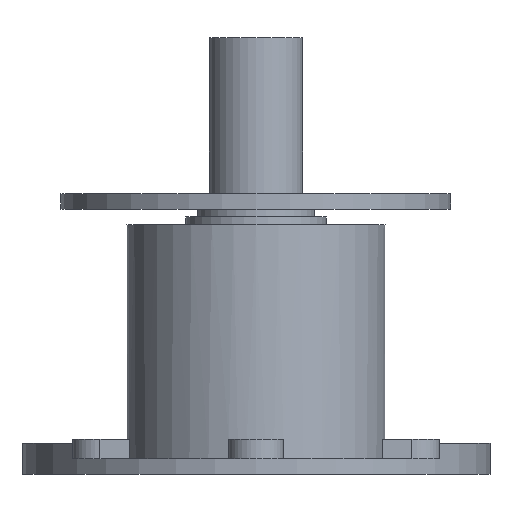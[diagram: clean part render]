
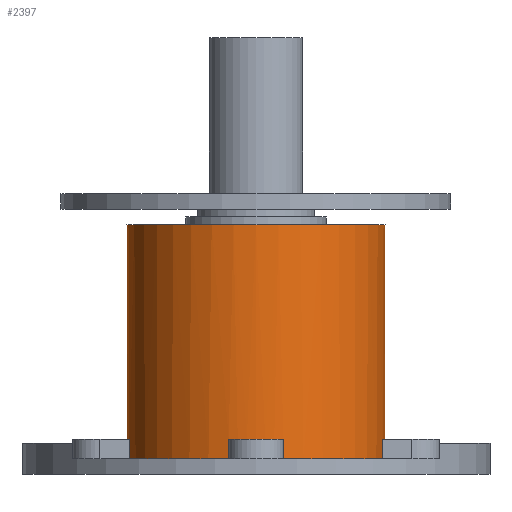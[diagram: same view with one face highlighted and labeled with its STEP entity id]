
A CAD part, left-side view. The second image highlights one B-rep face of the part: STEP entity #2397.
In plain terms, the highlighted cylindrical face has radius 33.2 mm (diameter 66.4 mm), a full revolution.
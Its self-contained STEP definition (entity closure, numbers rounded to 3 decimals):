
#1926=CARTESIAN_POINT('',(32.454,-7.,0.));
#1927=VERTEX_POINT('',#1926);
#1942=CARTESIAN_POINT('',(32.454,-7.,5.));
#1943=VERTEX_POINT('',#1942);
#1950=CARTESIAN_POINT('',(32.454,-7.,5.));
#1951=DIRECTION('',(0.,0.,-1.));
#1952=VECTOR('',#1951,5.);
#1953=LINE('',#1950,#1952);
#1954=EDGE_CURVE('',#1943,#1927,#1953,.T.);
#2048=CARTESIAN_POINT('',(32.454,7.,0.));
#2049=VERTEX_POINT('',#2048);
#2056=CARTESIAN_POINT('',(32.454,7.,5.));
#2057=VERTEX_POINT('',#2056);
#2058=CARTESIAN_POINT('',(32.454,7.,5.));
#2059=DIRECTION('',(0.,0.,-1.));
#2060=VECTOR('',#2059,5.);
#2061=LINE('',#2058,#2060);
#2062=EDGE_CURVE('',#2057,#2049,#2061,.T.);
#2083=CARTESIAN_POINT('',(0.,0.,5.));
#2084=DIRECTION('',(0.,0.,1.));
#2085=DIRECTION('',(0.,-1.,0.));
#2086=AXIS2_PLACEMENT_3D('',#2083,#2084,#2085);
#2087=CIRCLE('',#2086,33.2);
#2088=EDGE_CURVE('',#1943,#2057,#2087,.T.);
#2106=CARTESIAN_POINT('',(7.,-32.454,0.));
#2107=VERTEX_POINT('',#2106);
#2108=CARTESIAN_POINT('',(0.,0.,0.));
#2109=DIRECTION('',(0.,0.,1.));
#2110=DIRECTION('',(1.,0.,-0.));
#2111=AXIS2_PLACEMENT_3D('',#2108,#2109,#2110);
#2112=CIRCLE('',#2111,33.2);
#2113=EDGE_CURVE('',#2107,#1927,#2112,.T.);
#2132=CARTESIAN_POINT('',(-7.,-32.454,0.));
#2133=VERTEX_POINT('',#2132);
#2140=CARTESIAN_POINT('',(-32.454,-7.,0.));
#2141=VERTEX_POINT('',#2140);
#2142=CARTESIAN_POINT('',(0.,0.,0.));
#2143=DIRECTION('',(0.,0.,1.));
#2144=DIRECTION('',(1.,0.,-0.));
#2145=AXIS2_PLACEMENT_3D('',#2142,#2143,#2144);
#2146=CIRCLE('',#2145,33.2);
#2147=EDGE_CURVE('',#2141,#2133,#2146,.T.);
#2166=CARTESIAN_POINT('',(-32.454,7.,0.));
#2167=VERTEX_POINT('',#2166);
#2174=CARTESIAN_POINT('',(-7.,32.454,0.));
#2175=VERTEX_POINT('',#2174);
#2176=CARTESIAN_POINT('',(0.,0.,0.));
#2177=DIRECTION('',(0.,0.,1.));
#2178=DIRECTION('',(1.,0.,-0.));
#2179=AXIS2_PLACEMENT_3D('',#2176,#2177,#2178);
#2180=CIRCLE('',#2179,33.2);
#2181=EDGE_CURVE('',#2175,#2167,#2180,.T.);
#2200=CARTESIAN_POINT('',(7.,32.454,0.));
#2201=VERTEX_POINT('',#2200);
#2208=CARTESIAN_POINT('',(0.,0.,0.));
#2209=DIRECTION('',(0.,0.,1.));
#2210=DIRECTION('',(1.,0.,-0.));
#2211=AXIS2_PLACEMENT_3D('',#2208,#2209,#2210);
#2212=CIRCLE('',#2211,33.2);
#2213=EDGE_CURVE('',#2049,#2201,#2212,.T.);
#2280=CARTESIAN_POINT('',(0.,0.,5.));
#2281=DIRECTION('',(0.,0.,-1.));
#2282=DIRECTION('',(-1.,0.,0.));
#2283=AXIS2_PLACEMENT_3D('',#2280,#2281,#2282);
#2284=CYLINDRICAL_SURFACE('',#2283,33.2);
#2285=CARTESIAN_POINT('',(-33.2,0.,5.));
#2286=VERTEX_POINT('',#2285);
#2287=CARTESIAN_POINT('',(-33.2,0.,60.));
#2288=VERTEX_POINT('',#2287);
#2289=CARTESIAN_POINT('',(-33.2,0.,5.));
#2290=DIRECTION('',(-0.,-0.,1.));
#2291=VECTOR('',#2290,55.);
#2292=LINE('',#2289,#2291);
#2293=EDGE_CURVE('',#2286,#2288,#2292,.T.);
#2294=ORIENTED_EDGE('',*,*,#2293,.T.);
#2295=CARTESIAN_POINT('',(33.2,-0.,60.));
#2296=VERTEX_POINT('',#2295);
#2297=CARTESIAN_POINT('',(0.,0.,60.));
#2298=DIRECTION('',(0.,0.,1.));
#2299=DIRECTION('',(1.,0.,-0.));
#2300=AXIS2_PLACEMENT_3D('',#2297,#2298,#2299);
#2301=CIRCLE('',#2300,33.2);
#2302=EDGE_CURVE('',#2296,#2288,#2301,.T.);
#2303=ORIENTED_EDGE('',*,*,#2302,.F.);
#2304=CARTESIAN_POINT('',(0.,0.,60.));
#2305=DIRECTION('',(0.,0.,1.));
#2306=DIRECTION('',(1.,0.,-0.));
#2307=AXIS2_PLACEMENT_3D('',#2304,#2305,#2306);
#2308=CIRCLE('',#2307,33.2);
#2309=EDGE_CURVE('',#2288,#2296,#2308,.T.);
#2310=ORIENTED_EDGE('',*,*,#2309,.F.);
#2311=ORIENTED_EDGE('',*,*,#2293,.F.);
#2312=CARTESIAN_POINT('',(-32.454,-7.,5.));
#2313=VERTEX_POINT('',#2312);
#2314=CARTESIAN_POINT('',(-0.,0.,5.));
#2315=DIRECTION('',(0.,-0.,1.));
#2316=DIRECTION('',(0.,1.,0.));
#2317=AXIS2_PLACEMENT_3D('',#2314,#2315,#2316);
#2318=CIRCLE('',#2317,33.2);
#2319=EDGE_CURVE('',#2286,#2313,#2318,.T.);
#2320=ORIENTED_EDGE('',*,*,#2319,.T.);
#2321=CARTESIAN_POINT('',(-32.454,-7.,5.));
#2322=DIRECTION('',(0.,0.,-1.));
#2323=VECTOR('',#2322,5.);
#2324=LINE('',#2321,#2323);
#2325=EDGE_CURVE('',#2313,#2141,#2324,.T.);
#2326=ORIENTED_EDGE('',*,*,#2325,.T.);
#2327=ORIENTED_EDGE('',*,*,#2147,.T.);
#2328=CARTESIAN_POINT('',(-7.,-32.454,5.));
#2329=VERTEX_POINT('',#2328);
#2330=CARTESIAN_POINT('',(-7.,-32.454,5.));
#2331=DIRECTION('',(0.,0.,-1.));
#2332=VECTOR('',#2331,5.);
#2333=LINE('',#2330,#2332);
#2334=EDGE_CURVE('',#2329,#2133,#2333,.T.);
#2335=ORIENTED_EDGE('',*,*,#2334,.F.);
#2336=CARTESIAN_POINT('',(7.,-32.454,5.));
#2337=VERTEX_POINT('',#2336);
#2338=CARTESIAN_POINT('',(-0.,-0.,5.));
#2339=DIRECTION('',(0.,0.,1.));
#2340=DIRECTION('',(-1.,0.,0.));
#2341=AXIS2_PLACEMENT_3D('',#2338,#2339,#2340);
#2342=CIRCLE('',#2341,33.2);
#2343=EDGE_CURVE('',#2329,#2337,#2342,.T.);
#2344=ORIENTED_EDGE('',*,*,#2343,.T.);
#2345=CARTESIAN_POINT('',(7.,-32.454,5.));
#2346=DIRECTION('',(0.,0.,-1.));
#2347=VECTOR('',#2346,5.);
#2348=LINE('',#2345,#2347);
#2349=EDGE_CURVE('',#2337,#2107,#2348,.T.);
#2350=ORIENTED_EDGE('',*,*,#2349,.T.);
#2351=ORIENTED_EDGE('',*,*,#2113,.T.);
#2352=ORIENTED_EDGE('',*,*,#1954,.F.);
#2353=ORIENTED_EDGE('',*,*,#2088,.T.);
#2354=ORIENTED_EDGE('',*,*,#2062,.T.);
#2355=ORIENTED_EDGE('',*,*,#2213,.T.);
#2356=CARTESIAN_POINT('',(7.,32.454,5.));
#2357=VERTEX_POINT('',#2356);
#2358=CARTESIAN_POINT('',(7.,32.454,5.));
#2359=DIRECTION('',(0.,0.,-1.));
#2360=VECTOR('',#2359,5.);
#2361=LINE('',#2358,#2360);
#2362=EDGE_CURVE('',#2357,#2201,#2361,.T.);
#2363=ORIENTED_EDGE('',*,*,#2362,.F.);
#2364=CARTESIAN_POINT('',(-7.,32.454,5.));
#2365=VERTEX_POINT('',#2364);
#2366=CARTESIAN_POINT('',(0.,0.,5.));
#2367=DIRECTION('',(0.,0.,1.));
#2368=DIRECTION('',(1.,0.,-0.));
#2369=AXIS2_PLACEMENT_3D('',#2366,#2367,#2368);
#2370=CIRCLE('',#2369,33.2);
#2371=EDGE_CURVE('',#2357,#2365,#2370,.T.);
#2372=ORIENTED_EDGE('',*,*,#2371,.T.);
#2373=CARTESIAN_POINT('',(-7.,32.454,5.));
#2374=DIRECTION('',(0.,0.,-1.));
#2375=VECTOR('',#2374,5.);
#2376=LINE('',#2373,#2375);
#2377=EDGE_CURVE('',#2365,#2175,#2376,.T.);
#2378=ORIENTED_EDGE('',*,*,#2377,.T.);
#2379=ORIENTED_EDGE('',*,*,#2181,.T.);
#2380=CARTESIAN_POINT('',(-32.454,7.,5.));
#2381=VERTEX_POINT('',#2380);
#2382=CARTESIAN_POINT('',(-32.454,7.,5.));
#2383=DIRECTION('',(0.,0.,-1.));
#2384=VECTOR('',#2383,5.);
#2385=LINE('',#2382,#2384);
#2386=EDGE_CURVE('',#2381,#2167,#2385,.T.);
#2387=ORIENTED_EDGE('',*,*,#2386,.F.);
#2388=CARTESIAN_POINT('',(-0.,0.,5.));
#2389=DIRECTION('',(0.,-0.,1.));
#2390=DIRECTION('',(0.,1.,0.));
#2391=AXIS2_PLACEMENT_3D('',#2388,#2389,#2390);
#2392=CIRCLE('',#2391,33.2);
#2393=EDGE_CURVE('',#2381,#2286,#2392,.T.);
#2394=ORIENTED_EDGE('',*,*,#2393,.T.);
#2395=EDGE_LOOP('',(#2294,#2303,#2310,#2311,#2320,#2326,#2327,#2335,#2344,#2350,#2351,#2352,#2353,#2354,#2355,#2363,#2372,#2378,#2379,#2387,#2394));
#2396=FACE_BOUND('',#2395,.T.);
#2397=ADVANCED_FACE('',(#2396),#2284,.T.);
